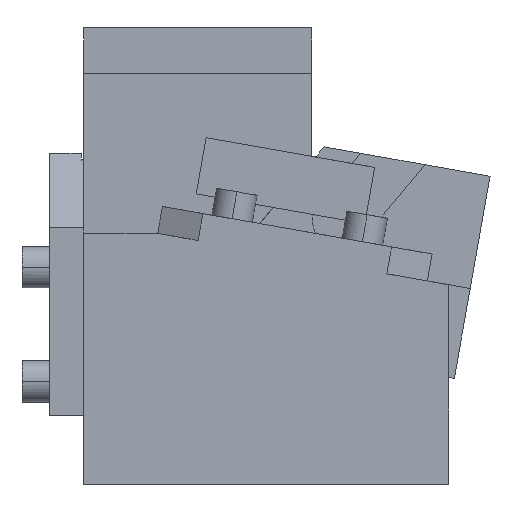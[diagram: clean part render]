
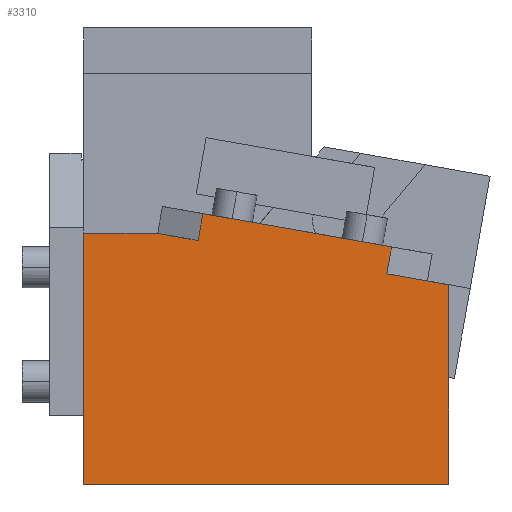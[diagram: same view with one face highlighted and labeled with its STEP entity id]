
A CAD part, front view. The second image highlights one B-rep face of the part: STEP entity #3310.
In plain terms, the highlighted planar face has unit normal (0, -1, 0).
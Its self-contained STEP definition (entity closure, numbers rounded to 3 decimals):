
#440=CARTESIAN_POINT('Vertex',(52.278,0.,118.584)) ;
#444=CARTESIAN_POINT('Control Point',(52.278,0.,118.584)) ;
#445=CARTESIAN_POINT('Control Point',(68.822,0.,115.667)) ;
#446=CARTESIAN_POINT('Control Point',(85.367,0.,112.75)) ;
#447=CARTESIAN_POINT('Control Point',(101.912,0.,109.832)) ;
#448=CARTESIAN_POINT('Control Point',(118.457,0.,106.915)) ;
#449=CARTESIAN_POINT('Control Point',(135.002,0.,103.998)) ;
#450=CARTESIAN_POINT('Vertex',(135.002,0.,103.998)) ;
#1168=CARTESIAN_POINT('Control Point',(132.918,0.,92.18)) ;
#1169=CARTESIAN_POINT('Control Point',(133.335,0.,94.544)) ;
#1170=CARTESIAN_POINT('Control Point',(133.751,0.,96.907)) ;
#1171=CARTESIAN_POINT('Control Point',(134.168,0.,99.271)) ;
#1172=CARTESIAN_POINT('Control Point',(134.585,0.,101.634)) ;
#1173=CARTESIAN_POINT('Control Point',(135.002,0.,103.998)) ;
#1174=CARTESIAN_POINT('Vertex',(132.918,0.,92.18)) ;
#1409=CARTESIAN_POINT('Vertex',(50.194,0.,106.767)) ;
#1413=CARTESIAN_POINT('Control Point',(52.278,0.,118.584)) ;
#1414=CARTESIAN_POINT('Control Point',(51.861,0.,116.221)) ;
#1415=CARTESIAN_POINT('Control Point',(51.444,0.,113.857)) ;
#1416=CARTESIAN_POINT('Control Point',(51.027,0.,111.494)) ;
#1417=CARTESIAN_POINT('Control Point',(50.611,0.,109.13)) ;
#1418=CARTESIAN_POINT('Control Point',(50.194,0.,106.767)) ;
#1445=CARTESIAN_POINT('Vertex',(31.856,0.,110.)) ;
#1449=CARTESIAN_POINT('Control Point',(50.194,0.,106.767)) ;
#1450=CARTESIAN_POINT('Control Point',(46.526,0.,107.413)) ;
#1451=CARTESIAN_POINT('Control Point',(42.859,0.,108.06)) ;
#1452=CARTESIAN_POINT('Control Point',(39.191,0.,108.707)) ;
#1453=CARTESIAN_POINT('Control Point',(35.524,0.,109.353)) ;
#1454=CARTESIAN_POINT('Control Point',(31.856,0.,110.)) ;
#1507=CARTESIAN_POINT('Vertex',(0.,0.,110.)) ;
#1511=CARTESIAN_POINT('Control Point',(0.,0.,110.)) ;
#1512=CARTESIAN_POINT('Control Point',(6.371,0.,110.)) ;
#1513=CARTESIAN_POINT('Control Point',(12.742,0.,110.)) ;
#1514=CARTESIAN_POINT('Control Point',(19.114,0.,110.)) ;
#1515=CARTESIAN_POINT('Control Point',(25.485,0.,110.)) ;
#1516=CARTESIAN_POINT('Control Point',(31.856,0.,110.)) ;
#1779=CARTESIAN_POINT('Vertex',(0.,0.,0.)) ;
#1783=CARTESIAN_POINT('Control Point',(0.,0.,110.)) ;
#1784=CARTESIAN_POINT('Control Point',(0.,0.,88.)) ;
#1785=CARTESIAN_POINT('Control Point',(0.,0.,66.)) ;
#1786=CARTESIAN_POINT('Control Point',(0.,0.,44.)) ;
#1787=CARTESIAN_POINT('Control Point',(0.,0.,22.)) ;
#1788=CARTESIAN_POINT('Control Point',(0.,0.,0.)) ;
#3247=CARTESIAN_POINT('Line Origine',(146.459,0.,89.792)) ;
#3251=CARTESIAN_POINT('Vertex',(160.,0.,87.405)) ;
#3282=CARTESIAN_POINT('Axis2P3D Location',(0.,0.,0.)) ;
#3287=CARTESIAN_POINT('Line Origine',(80.,0.,0.)) ;
#3291=CARTESIAN_POINT('Vertex',(160.,0.,0.)) ;
#3294=CARTESIAN_POINT('Line Origine',(160.,0.,43.702)) ;
#3248=DIRECTION('Vector Direction',(0.985,0.,-0.174)) ;
#3283=DIRECTION('Axis2P3D Direction',(0.,-1.,0.)) ;
#3284=DIRECTION('Axis2P3D XDirection',(1.,0.,0.)) ;
#3288=DIRECTION('Vector Direction',(-1.,0.,0.)) ;
#3295=DIRECTION('Vector Direction',(0.,0.,1.)) ;
#3285=AXIS2_PLACEMENT_3D('Plane Axis2P3D',#3282,#3283,#3284) ;
#3300=ORIENTED_EDGE('',*,*,#1176,.T.) ;
#3301=ORIENTED_EDGE('',*,*,#452,.F.) ;
#3302=ORIENTED_EDGE('',*,*,#1419,.T.) ;
#3303=ORIENTED_EDGE('',*,*,#1455,.T.) ;
#3304=ORIENTED_EDGE('',*,*,#1517,.F.) ;
#3305=ORIENTED_EDGE('',*,*,#1789,.T.) ;
#3306=ORIENTED_EDGE('',*,*,#3293,.F.) ;
#3307=ORIENTED_EDGE('',*,*,#3298,.T.) ;
#3308=ORIENTED_EDGE('',*,*,#3253,.F.) ;
#3249=VECTOR('Line Direction',#3248,1.) ;
#3289=VECTOR('Line Direction',#3288,1.) ;
#3296=VECTOR('Line Direction',#3295,1.) ;
#3310=ADVANCED_FACE('CAM HOLDER',(#3309),#3286,.T.) ;
#443=B_SPLINE_CURVE_WITH_KNOTS('',5,(#444,#445,#446,#447,#448,#449),.UNSPECIFIED.,.F.,.U.,(6,6),(0.,84.),.UNSPECIFIED.) ;
#1167=B_SPLINE_CURVE_WITH_KNOTS('',5,(#1168,#1169,#1170,#1171,#1172,#1173),.UNSPECIFIED.,.F.,.U.,(6,6),(0.,12.),.UNSPECIFIED.) ;
#1412=B_SPLINE_CURVE_WITH_KNOTS('',5,(#1413,#1414,#1415,#1416,#1417,#1418),.UNSPECIFIED.,.F.,.U.,(6,6),(0.,12.),.UNSPECIFIED.) ;
#1448=B_SPLINE_CURVE_WITH_KNOTS('',5,(#1449,#1450,#1451,#1452,#1453,#1454),.UNSPECIFIED.,.F.,.U.,(6,6),(0.,18.621),.UNSPECIFIED.) ;
#1510=B_SPLINE_CURVE_WITH_KNOTS('',5,(#1511,#1512,#1513,#1514,#1515,#1516),.UNSPECIFIED.,.F.,.U.,(6,6),(0.,31.856),.UNSPECIFIED.) ;
#1782=B_SPLINE_CURVE_WITH_KNOTS('',5,(#1783,#1784,#1785,#1786,#1787,#1788),.UNSPECIFIED.,.F.,.U.,(6,6),(0.,110.),.UNSPECIFIED.) ;
#452=EDGE_CURVE('',#441,#451,#443,.T.) ;
#1176=EDGE_CURVE('',#1175,#451,#1167,.T.) ;
#1419=EDGE_CURVE('',#441,#1410,#1412,.T.) ;
#1455=EDGE_CURVE('',#1410,#1446,#1448,.T.) ;
#1517=EDGE_CURVE('',#1508,#1446,#1510,.T.) ;
#1789=EDGE_CURVE('',#1508,#1780,#1782,.T.) ;
#3253=EDGE_CURVE('',#1175,#3252,#3250,.T.) ;
#3293=EDGE_CURVE('',#3292,#1780,#3290,.T.) ;
#3298=EDGE_CURVE('',#3292,#3252,#3297,.T.) ;
#3299=EDGE_LOOP('',(#3300,#3301,#3302,#3303,#3304,#3305,#3306,#3307,#3308)) ;
#3309=FACE_OUTER_BOUND('',#3299,.T.) ;
#3250=LINE('Line',#3247,#3249) ;
#3290=LINE('Line',#3287,#3289) ;
#3297=LINE('Line',#3294,#3296) ;
#3286=PLANE('Plane',#3285) ;
#441=VERTEX_POINT('',#440) ;
#451=VERTEX_POINT('',#450) ;
#1175=VERTEX_POINT('',#1174) ;
#1410=VERTEX_POINT('',#1409) ;
#1446=VERTEX_POINT('',#1445) ;
#1508=VERTEX_POINT('',#1507) ;
#1780=VERTEX_POINT('',#1779) ;
#3252=VERTEX_POINT('',#3251) ;
#3292=VERTEX_POINT('',#3291) ;
